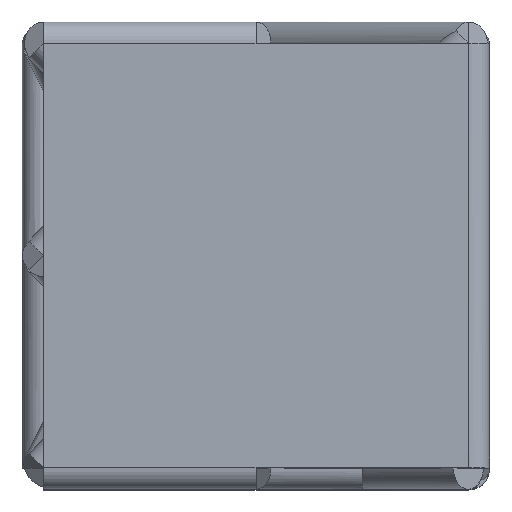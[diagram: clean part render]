
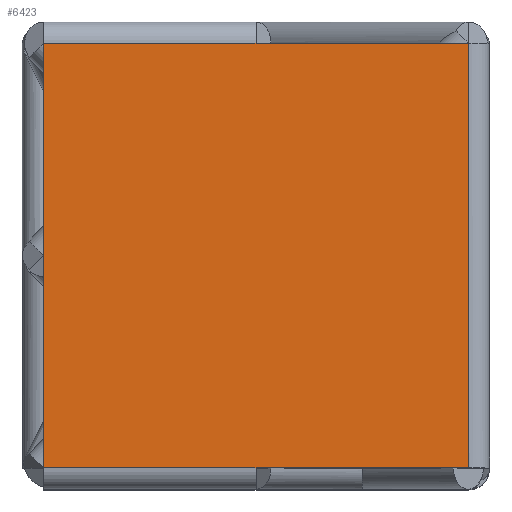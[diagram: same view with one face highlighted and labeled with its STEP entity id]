
A CAD part, top view. The second image highlights one B-rep face of the part: STEP entity #6423.
In plain terms, the highlighted planar face has unit normal (0, 0, 1).
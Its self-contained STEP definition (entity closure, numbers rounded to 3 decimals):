
#1270=FACE_OUTER_BOUND('',#1535,.T.);
#1535=EDGE_LOOP('',(#6110,#6111,#6112,#6113));
#1830=LINE('',#12724,#2065);
#1833=LINE('',#12730,#2068);
#1836=LINE('',#12736,#2071);
#1839=LINE('',#12740,#2074);
#2065=VECTOR('',#9928,10.);
#2068=VECTOR('',#9933,10.);
#2071=VECTOR('',#9938,10.);
#2074=VECTOR('',#9943,10.);
#2746=VERTEX_POINT('',#12721);
#2747=VERTEX_POINT('',#12723);
#2749=VERTEX_POINT('',#12729);
#2751=VERTEX_POINT('',#12735);
#3864=EDGE_CURVE('',#2747,#2746,#1830,.T.);
#3867=EDGE_CURVE('',#2749,#2747,#1833,.T.);
#3870=EDGE_CURVE('',#2751,#2749,#1836,.T.);
#3873=EDGE_CURVE('',#2746,#2751,#1839,.T.);
#6110=ORIENTED_EDGE('',*,*,#3873,.T.);
#6111=ORIENTED_EDGE('',*,*,#3870,.T.);
#6112=ORIENTED_EDGE('',*,*,#3867,.T.);
#6113=ORIENTED_EDGE('',*,*,#3864,.T.);
#6185=PLANE('',#7529);
#6423=ADVANCED_FACE('',(#1270),#6185,.T.);
#7529=AXIS2_PLACEMENT_3D('',#12741,#9944,#9945);
#9928=DIRECTION('',(-1.,0.,0.));
#9933=DIRECTION('',(0.,1.,0.));
#9938=DIRECTION('',(1.,0.,0.));
#9943=DIRECTION('',(0.,-1.,0.));
#9944=DIRECTION('center_axis',(0.,0.,1.));
#9945=DIRECTION('ref_axis',(1.,0.,0.));
#12721=CARTESIAN_POINT('',(0.,20.,22.));
#12723=CARTESIAN_POINT('',(20.,20.,22.));
#12724=CARTESIAN_POINT('',(20.,20.,22.));
#12729=CARTESIAN_POINT('',(20.,0.,22.));
#12730=CARTESIAN_POINT('',(20.,0.,22.));
#12735=CARTESIAN_POINT('',(0.,0.,22.));
#12736=CARTESIAN_POINT('',(0.,0.,22.));
#12740=CARTESIAN_POINT('',(0.,20.,22.));
#12741=CARTESIAN_POINT('Origin',(10.,10.,22.));
